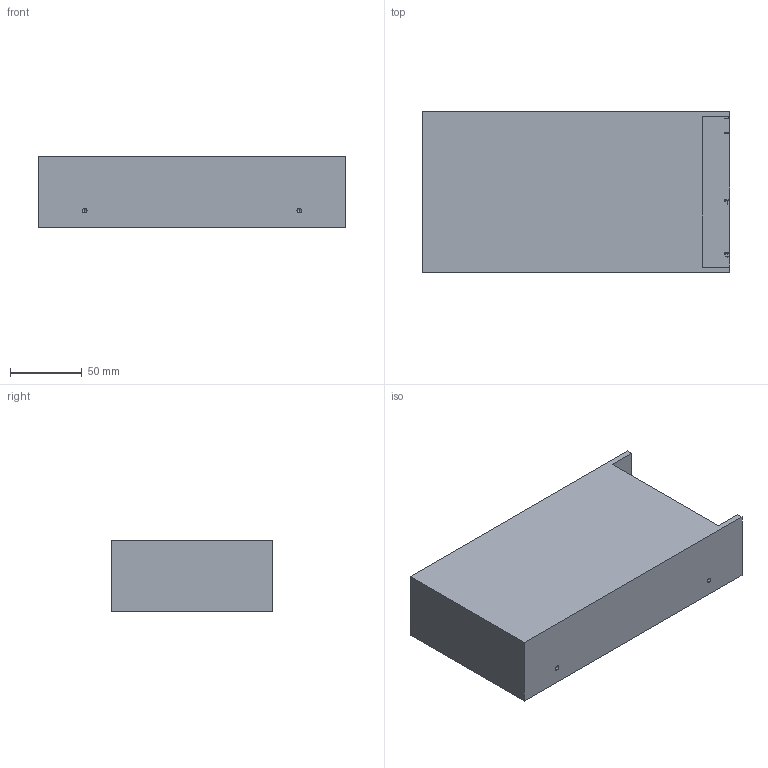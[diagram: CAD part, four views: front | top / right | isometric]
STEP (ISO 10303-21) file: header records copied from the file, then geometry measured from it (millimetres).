
FILE_DESCRIPTION (( 'STEP AP214' ), '1' );
FILE_NAME ('24V15A power supply.step.STEP', '2025-09-18T19:07:33', ( '' ), ( '' ), 'SwSTEP 2.0', 'SolidWorks 2024', '' );
FILE_SCHEMA (( 'AUTOMOTIVE_DESIGN' ));
Length unit declared in the file: metre
Products named in the file (1): 24V15A power supply.step
Bounding box: 215 x 113 x 50 mm (x, y, z)
Volume: 1174380.3 mm3; surface area: 82820.9 mm2
Topology: 1 solids, 1 shells, 128 faces, 332 edges, 218 vertices
Faces by surface type: plane 82, cylinder 24, bspline 18, cone 4
Entity records: 4635 total; most frequent: CARTESIAN_POINT 1577, ORIENTED_EDGE 656, DIRECTION 558, EDGE_CURVE 328, LINE 240, VECTOR 240, VERTEX_POINT 218, AXIS2_PLACEMENT_3D 159
